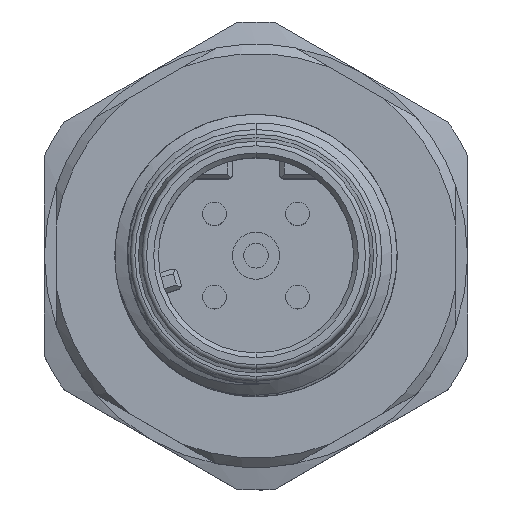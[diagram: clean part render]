
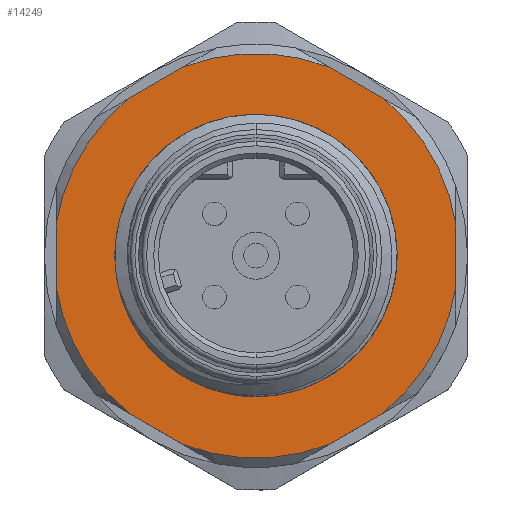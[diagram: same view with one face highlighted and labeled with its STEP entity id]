
A CAD part, top view. The second image highlights one B-rep face of the part: STEP entity #14249.
In plain terms, the highlighted planar face has unit normal (0, 0, 1).
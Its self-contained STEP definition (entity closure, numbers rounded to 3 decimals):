
#5160=CARTESIAN_POINT('',(0.,0.,-11.));
#5161=DIRECTION('',(0.,0.,1.));
#5162=DIRECTION('',(0.,1.,0.));
#5163=AXIS2_PLACEMENT_3D('',#5160,#5161,#5162);
#5168=CARTESIAN_POINT('',(0.,0.,-11.));
#5169=DIRECTION('',(0.,0.,-1.));
#5170=DIRECTION('',(0.,1.,0.));
#5171=AXIS2_PLACEMENT_3D('',#5168,#5169,#5170);
#5176=DIRECTION('',(-0.866,-0.5,0.));
#5177=VECTOR('',#5176,2.615);
#5178=CARTESIAN_POINT('',(5.382,-6.707,
-11.));
#5179=LINE('',#5178,#5177);
#5183=DIRECTION('',(0.866,-0.5,0.));
#5184=VECTOR('',#5183,2.615);
#5185=CARTESIAN_POINT('',(-5.382,-6.707,
-11.));
#5186=LINE('',#5185,#5184);
#5190=CARTESIAN_POINT('',(0.,0.,-11.));
#5191=DIRECTION('',(0.,0.,1.));
#5192=DIRECTION('',(-0.988,-0.152,0.));
#5193=AXIS2_PLACEMENT_3D('',#5190,#5191,#5192);
#5198=DIRECTION('',(0.,1.,0.));
#5199=VECTOR('',#5198,2.615);
#5200=CARTESIAN_POINT('',(-8.5,-1.308,-11.));
#5201=LINE('',#5200,#5199);
#5205=CARTESIAN_POINT('',(0.,0.,-11.));
#5206=DIRECTION('',(0.,0.,1.));
#5207=DIRECTION('',(-0.626,0.78,0.));
#5208=AXIS2_PLACEMENT_3D('',#5205,#5206,#5207);
#5213=DIRECTION('',(0.866,0.5,0.));
#5214=VECTOR('',#5213,2.615);
#5215=CARTESIAN_POINT('',(-5.382,6.707,
-11.));
#5216=LINE('',#5215,#5214);
#5220=DIRECTION('',(-0.866,0.5,0.));
#5221=VECTOR('',#5220,2.615);
#5222=CARTESIAN_POINT('',(5.382,6.707,-11.));
#5223=LINE('',#5222,#5221);
#5227=CARTESIAN_POINT('',(0.,0.,-11.));
#5228=DIRECTION('',(0.,0.,-1.));
#5229=DIRECTION('',(0.626,0.78,0.));
#5230=AXIS2_PLACEMENT_3D('',#5227,#5228,#5229);
#5235=DIRECTION('',(0.,-1.,0.));
#5236=VECTOR('',#5235,2.615);
#5237=CARTESIAN_POINT('',(8.5,1.308,-11.));
#5238=LINE('',#5237,#5236);
#5242=CARTESIAN_POINT('',(0.,0.,-11.));
#5243=DIRECTION('',(0.,0.,-1.));
#5244=DIRECTION('',(0.988,-0.152,0.));
#5245=AXIS2_PLACEMENT_3D('',#5242,#5243,#5244);
#5394=CARTESIAN_POINT('',(0.,0.,-11.));
#5395=DIRECTION('',(0.,0.,1.));
#5396=DIRECTION('',(-0.363,-0.932,0.));
#5397=AXIS2_PLACEMENT_3D('',#5394,#5395,#5396);
#5418=CARTESIAN_POINT('',(0.,0.,-11.));
#5419=DIRECTION('',(0.,0.,1.));
#5420=DIRECTION('',(0.363,0.932,0.));
#5421=AXIS2_PLACEMENT_3D('',#5418,#5419,#5420);
#11114=CARTESIAN_POINT('',(5.382,-6.707,
-11.));
#11115=CARTESIAN_POINT('',(3.118,-8.015,
-11.));
#11116=VERTEX_POINT('',#11114);
#11117=VERTEX_POINT('',#11115);
#11118=CARTESIAN_POINT('',(-5.382,-6.707,
-11.));
#11119=CARTESIAN_POINT('',(-3.118,-8.015,
-11.));
#11120=VERTEX_POINT('',#11118);
#11121=VERTEX_POINT('',#11119);
#11122=CARTESIAN_POINT('',(-8.5,-1.308,-11.));
#11123=CARTESIAN_POINT('',(-8.5,1.308,-11.));
#11124=VERTEX_POINT('',#11122);
#11125=VERTEX_POINT('',#11123);
#11126=CARTESIAN_POINT('',(-5.382,6.707,
-11.));
#11127=CARTESIAN_POINT('',(-3.118,8.015,
-11.));
#11128=VERTEX_POINT('',#11126);
#11129=VERTEX_POINT('',#11127);
#11130=CARTESIAN_POINT('',(5.382,6.707,
-11.));
#11131=CARTESIAN_POINT('',(3.118,8.015,
-11.));
#11132=VERTEX_POINT('',#11130);
#11133=VERTEX_POINT('',#11131);
#11134=CARTESIAN_POINT('',(8.5,1.308,-11.));
#11135=CARTESIAN_POINT('',(8.5,-1.308,-11.));
#11136=VERTEX_POINT('',#11134);
#11137=VERTEX_POINT('',#11135);
#11509=CARTESIAN_POINT('',(0.,5.65,-11.));
#11510=VERTEX_POINT('',#11509);
#11517=CARTESIAN_POINT('',(0.,-5.65,-11.));
#11518=VERTEX_POINT('',#11517);
#14214=CARTESIAN_POINT('',(0.,0.,-11.));
#14215=DIRECTION('',(0.,0.,-1.));
#14216=DIRECTION('',(0.,-1.,0.));
#14217=AXIS2_PLACEMENT_3D('',#14214,#14215,#14216);
#14218=PLANE('',#14217);
#14220=ORIENTED_EDGE('',*,*,#14219,.T.);
#14222=ORIENTED_EDGE('',*,*,#14221,.F.);
#14224=ORIENTED_EDGE('',*,*,#14223,.F.);
#14226=ORIENTED_EDGE('',*,*,#14225,.F.);
#14228=ORIENTED_EDGE('',*,*,#14227,.T.);
#14230=ORIENTED_EDGE('',*,*,#14229,.F.);
#14232=ORIENTED_EDGE('',*,*,#14231,.T.);
#14234=ORIENTED_EDGE('',*,*,#14233,.F.);
#14236=ORIENTED_EDGE('',*,*,#14235,.F.);
#14238=ORIENTED_EDGE('',*,*,#14237,.T.);
#14240=ORIENTED_EDGE('',*,*,#14239,.T.);
#14242=ORIENTED_EDGE('',*,*,#14241,.T.);
#14243=EDGE_LOOP('',(#14220,#14222,#14224,#14226,#14228,#14230,#14232,#14234,
#14236,#14238,#14240,#14242));
#14244=FACE_OUTER_BOUND('',#14243,.F.);
#14245=ORIENTED_EDGE('',*,*,#14207,.F.);
#14246=ORIENTED_EDGE('',*,*,#14196,.T.);
#14247=EDGE_LOOP('',(#14245,#14246));
#14248=FACE_BOUND('',#14247,.F.);
#5164=CIRCLE('',#5163,5.65);
#5172=CIRCLE('',#5171,5.65);
#5194=CIRCLE('',#5193,8.6);
#5209=CIRCLE('',#5208,8.6);
#5231=CIRCLE('',#5230,8.6);
#5246=CIRCLE('',#5245,8.6);
#5398=CIRCLE('',#5397,8.6);
#5422=CIRCLE('',#5421,8.6);
#14196=EDGE_CURVE('',#11510,#11518,#5164,.T.);
#14207=EDGE_CURVE('',#11510,#11518,#5172,.T.);
#14219=EDGE_CURVE('',#11116,#11117,#5179,.T.);
#14221=EDGE_CURVE('',#11121,#11117,#5398,.T.);
#14223=EDGE_CURVE('',#11120,#11121,#5186,.T.);
#14225=EDGE_CURVE('',#11124,#11120,#5194,.T.);
#14227=EDGE_CURVE('',#11124,#11125,#5201,.T.);
#14229=EDGE_CURVE('',#11128,#11125,#5209,.T.);
#14231=EDGE_CURVE('',#11128,#11129,#5216,.T.);
#14233=EDGE_CURVE('',#11133,#11129,#5422,.T.);
#14235=EDGE_CURVE('',#11132,#11133,#5223,.T.);
#14237=EDGE_CURVE('',#11132,#11136,#5231,.T.);
#14239=EDGE_CURVE('',#11136,#11137,#5238,.T.);
#14241=EDGE_CURVE('',#11137,#11116,#5246,.T.);
#14249=ADVANCED_FACE('',(#14244,#14248),#14218,.F.);
